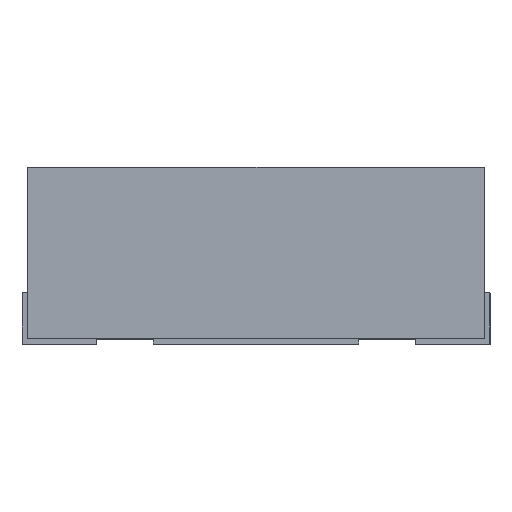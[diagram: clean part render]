
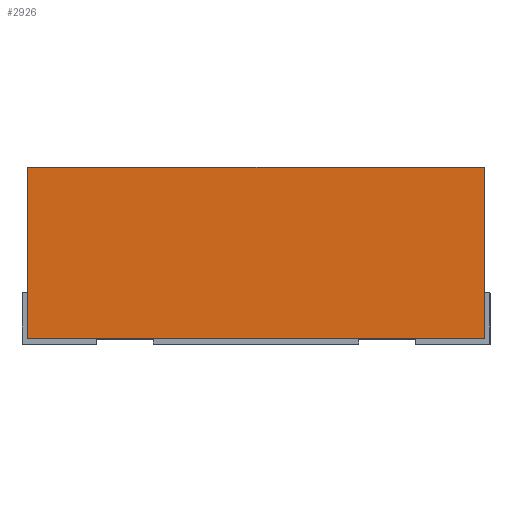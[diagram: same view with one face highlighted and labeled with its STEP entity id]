
A CAD part, top view. The second image highlights one B-rep face of the part: STEP entity #2926.
In plain terms, the highlighted planar face has unit normal (0, 0, 1).
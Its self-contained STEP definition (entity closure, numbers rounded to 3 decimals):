
#58 = EDGE_CURVE ( 'NONE', #1653, #2743, #2722, .T. ) ;
#76 = VECTOR ( 'NONE', #462, 1000. ) ;
#165 = CARTESIAN_POINT ( 'NONE',  ( -1., 0.75, 1. ) ) ;
#217 = LINE ( 'NONE', #1276, #1096 ) ;
#254 = ORIENTED_EDGE ( 'NONE', *, *, #313, .T. ) ;
#264 = LINE ( 'NONE', #1320, #409 ) ;
#313 = EDGE_CURVE ( 'NONE', #1647, #1653, #2555, .T. ) ;
#361 = CARTESIAN_POINT ( 'NONE',  ( -1., 0., 1. ) ) ;
#409 = VECTOR ( 'NONE', #814, 1000. ) ;
#462 = DIRECTION ( 'NONE',  ( 0., -1., 0. ) ) ;
#750 = AXIS2_PLACEMENT_3D ( 'NONE', #1410, #2505, #1899 ) ;
#814 = DIRECTION ( 'NONE',  ( 0., -1., 0. ) ) ;
#876 = ORIENTED_EDGE ( 'NONE', *, *, #2337, .F. ) ;
#1062 = CARTESIAN_POINT ( 'NONE',  ( 1., 0.75, 1. ) ) ;
#1096 = VECTOR ( 'NONE', #2819, 1000. ) ;
#1276 = CARTESIAN_POINT ( 'NONE',  ( -1., 0.75, 1. ) ) ;
#1320 = CARTESIAN_POINT ( 'NONE',  ( 1., 0.75, 1. ) ) ;
#1325 = FACE_OUTER_BOUND ( 'NONE', #1997, .T. ) ;
#1410 = CARTESIAN_POINT ( 'NONE',  ( -1., 0.75, 1. ) ) ;
#1488 = CARTESIAN_POINT ( 'NONE',  ( 1., 0., 1. ) ) ;
#1552 = EDGE_CURVE ( 'NONE', #2809, #2743, #264, .T. ) ;
#1647 = VERTEX_POINT ( 'NONE', #2763 ) ;
#1653 = VERTEX_POINT ( 'NONE', #361 ) ;
#1899 = DIRECTION ( 'NONE',  ( -1., 0., 0. ) ) ;
#1997 = EDGE_LOOP ( 'NONE', ( #3434, #3464, #876, #254 ) ) ;
#2189 = DIRECTION ( 'NONE',  ( 1., 0., 0. ) ) ;
#2336 = VECTOR ( 'NONE', #2189, 1000. ) ;
#2337 = EDGE_CURVE ( 'NONE', #1647, #2809, #217, .T. ) ;
#2505 = DIRECTION ( 'NONE',  ( 0., 0., -1. ) ) ;
#2555 = LINE ( 'NONE', #165, #76 ) ;
#2722 = LINE ( 'NONE', #3281, #2336 ) ;
#2743 = VERTEX_POINT ( 'NONE', #1488 ) ;
#2763 = CARTESIAN_POINT ( 'NONE',  ( -1., 0.75, 1. ) ) ;
#2809 = VERTEX_POINT ( 'NONE', #1062 ) ;
#2819 = DIRECTION ( 'NONE',  ( 1., 0., 0. ) ) ;
#2926 = ADVANCED_FACE ( 'NONE', ( #1325 ), #3191, .F. ) ;
#3191 = PLANE ( 'NONE',  #750 ) ;
#3281 = CARTESIAN_POINT ( 'NONE',  ( -1., 0., 1. ) ) ;
#3434 = ORIENTED_EDGE ( 'NONE', *, *, #58, .T. ) ;
#3464 = ORIENTED_EDGE ( 'NONE', *, *, #1552, .F. ) ;
